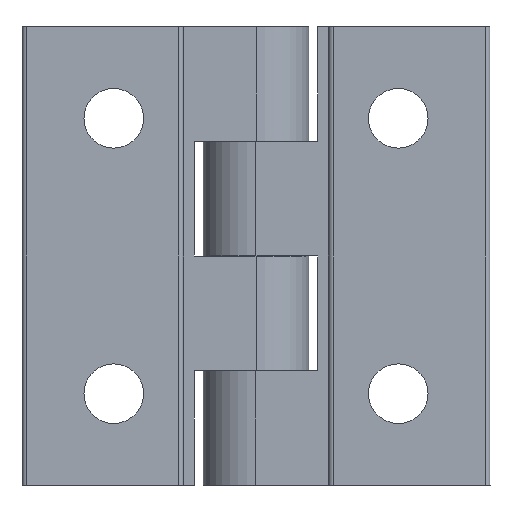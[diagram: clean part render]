
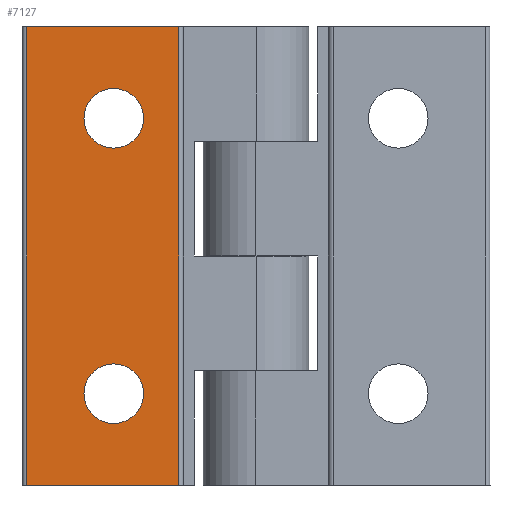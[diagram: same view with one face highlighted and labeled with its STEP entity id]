
A CAD part, front view. The second image highlights one B-rep face of the part: STEP entity #7127.
In plain terms, the highlighted planar face has unit normal (0, -1, 0).
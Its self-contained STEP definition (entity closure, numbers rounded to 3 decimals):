
#132 = EDGE_CURVE ( 'NONE', #1371, #1612, #5098, .T. ) ;
#221 = AXIS2_PLACEMENT_3D ( 'NONE', #3700, #6471, #1400 ) ;
#256 = CARTESIAN_POINT ( 'NONE',  ( 52684.881, 15182.57, 10. ) ) ;
#293 = DIRECTION ( 'NONE',  ( 0., -1., 0. ) ) ;
#315 = DIRECTION ( 'NONE',  ( 0., 0., 1. ) ) ;
#557 = CARTESIAN_POINT ( 'NONE',  ( 52691.981, 15182.57, 25. ) ) ;
#645 = ORIENTED_EDGE ( 'NONE', *, *, #8008, .F. ) ;
#759 = DIRECTION ( 'NONE',  ( 0., -1., 0. ) ) ;
#801 = DIRECTION ( 'NONE',  ( 0., -1., 0. ) ) ;
#802 = EDGE_LOOP ( 'NONE', ( #2107, #7750, #1560, #645 ) ) ;
#1070 = ORIENTED_EDGE ( 'NONE', *, *, #7200, .F. ) ;
#1178 = VERTEX_POINT ( 'NONE', #8393 ) ;
#1238 = VERTEX_POINT ( 'NONE', #4573 ) ;
#1371 = VERTEX_POINT ( 'NONE', #1715 ) ;
#1400 = DIRECTION ( 'NONE',  ( 0., 0., 1. ) ) ;
#1418 = VECTOR ( 'NONE', #6315, 1000. ) ;
#1482 = PLANE ( 'NONE',  #7241 ) ;
#1501 = EDGE_CURVE ( 'NONE', #1612, #1371, #5430, .T. ) ;
#1560 = ORIENTED_EDGE ( 'NONE', *, *, #2789, .F. ) ;
#1569 = EDGE_CURVE ( 'NONE', #5633, #7425, #5294, .T. ) ;
#1609 = LINE ( 'NONE', #557, #5494 ) ;
#1612 = VERTEX_POINT ( 'NONE', #8404 ) ;
#1678 = LINE ( 'NONE', #8344, #1418 ) ;
#1715 = CARTESIAN_POINT ( 'NONE',  ( 52684.881, 15182.57, 6.75 ) ) ;
#2029 = CARTESIAN_POINT ( 'NONE',  ( 52684.881, 15182.57, 36.75 ) ) ;
#2107 = ORIENTED_EDGE ( 'NONE', *, *, #3643, .F. ) ;
#2151 = EDGE_CURVE ( 'NONE', #4999, #1238, #8397, .T. ) ;
#2282 = CARTESIAN_POINT ( 'NONE',  ( 52691.981, 15182.57, 0. ) ) ;
#2702 = CARTESIAN_POINT ( 'NONE',  ( 52684.881, 15182.57, 43.25 ) ) ;
#2789 = EDGE_CURVE ( 'NONE', #1178, #4999, #8286, .T. ) ;
#2937 = DIRECTION ( 'NONE',  ( 0., 0., -1. ) ) ;
#3022 = DIRECTION ( 'NONE',  ( 0., -1., 0. ) ) ;
#3118 = DIRECTION ( 'NONE',  ( 0., 0., 1. ) ) ;
#3643 = EDGE_CURVE ( 'NONE', #1238, #3992, #1609, .T. ) ;
#3700 = CARTESIAN_POINT ( 'NONE',  ( 52684.881, 15182.57, 40. ) ) ;
#3992 = VERTEX_POINT ( 'NONE', #6241 ) ;
#4157 = CARTESIAN_POINT ( 'NONE',  ( 52690.506, 15182.57, 50. ) ) ;
#4235 = EDGE_LOOP ( 'NONE', ( #7506, #1070 ) ) ;
#4247 = CARTESIAN_POINT ( 'NONE',  ( 52675.381, 15182.57, 25. ) ) ;
#4561 = ORIENTED_EDGE ( 'NONE', *, *, #1501, .F. ) ;
#4573 = CARTESIAN_POINT ( 'NONE',  ( 52691.981, 15182.57, 50. ) ) ;
#4792 = CIRCLE ( 'NONE', #8604, 3.25 ) ;
#4850 = VECTOR ( 'NONE', #7747, 1000. ) ;
#4999 = VERTEX_POINT ( 'NONE', #6126 ) ;
#5003 = FACE_OUTER_BOUND ( 'NONE', #802, .T. ) ;
#5098 = CIRCLE ( 'NONE', #9312, 3.25 ) ;
#5253 = CARTESIAN_POINT ( 'NONE',  ( 52684.881, 15182.57, 40. ) ) ;
#5294 = CIRCLE ( 'NONE', #221, 3.25 ) ;
#5430 = CIRCLE ( 'NONE', #8192, 3.25 ) ;
#5494 = VECTOR ( 'NONE', #2937, 1000. ) ;
#5633 = VERTEX_POINT ( 'NONE', #2702 ) ;
#5931 = CARTESIAN_POINT ( 'NONE',  ( 52684.881, 15182.57, 10. ) ) ;
#5963 = DIRECTION ( 'NONE',  ( 0., 0., 1. ) ) ;
#6062 = VECTOR ( 'NONE', #6262, 1000. ) ;
#6126 = CARTESIAN_POINT ( 'NONE',  ( 52675.381, 15182.57, 50. ) ) ;
#6241 = CARTESIAN_POINT ( 'NONE',  ( 52691.981, 15182.57, 0. ) ) ;
#6262 = DIRECTION ( 'NONE',  ( 1., 0., 0. ) ) ;
#6315 = DIRECTION ( 'NONE',  ( -1., 0., 0. ) ) ;
#6471 = DIRECTION ( 'NONE',  ( 0., -1., 0. ) ) ;
#7054 = FACE_BOUND ( 'NONE', #4235, .T. ) ;
#7127 = ADVANCED_FACE ( 'NONE', ( #7279, #7054, #5003 ), #1482, .T. ) ;
#7200 = EDGE_CURVE ( 'NONE', #7425, #5633, #4792, .T. ) ;
#7241 = AXIS2_PLACEMENT_3D ( 'NONE', #2282, #3022, #7927 ) ;
#7279 = FACE_BOUND ( 'NONE', #9057, .T. ) ;
#7425 = VERTEX_POINT ( 'NONE', #2029 ) ;
#7506 = ORIENTED_EDGE ( 'NONE', *, *, #1569, .F. ) ;
#7747 = DIRECTION ( 'NONE',  ( 0., 0., 1. ) ) ;
#7750 = ORIENTED_EDGE ( 'NONE', *, *, #2151, .F. ) ;
#7927 = DIRECTION ( 'NONE',  ( 0., 0., 1. ) ) ;
#8008 = EDGE_CURVE ( 'NONE', #3992, #1178, #1678, .T. ) ;
#8192 = AXIS2_PLACEMENT_3D ( 'NONE', #5931, #759, #3118 ) ;
#8286 = LINE ( 'NONE', #4247, #4850 ) ;
#8344 = CARTESIAN_POINT ( 'NONE',  ( 52684.256, 15182.57, 0. ) ) ;
#8393 = CARTESIAN_POINT ( 'NONE',  ( 52675.381, 15182.57, 0. ) ) ;
#8397 = LINE ( 'NONE', #4157, #6062 ) ;
#8404 = CARTESIAN_POINT ( 'NONE',  ( 52684.881, 15182.57, 13.25 ) ) ;
#8604 = AXIS2_PLACEMENT_3D ( 'NONE', #5253, #801, #5963 ) ;
#8811 = ORIENTED_EDGE ( 'NONE', *, *, #132, .F. ) ;
#9057 = EDGE_LOOP ( 'NONE', ( #4561, #8811 ) ) ;
#9312 = AXIS2_PLACEMENT_3D ( 'NONE', #256, #293, #315 ) ;
